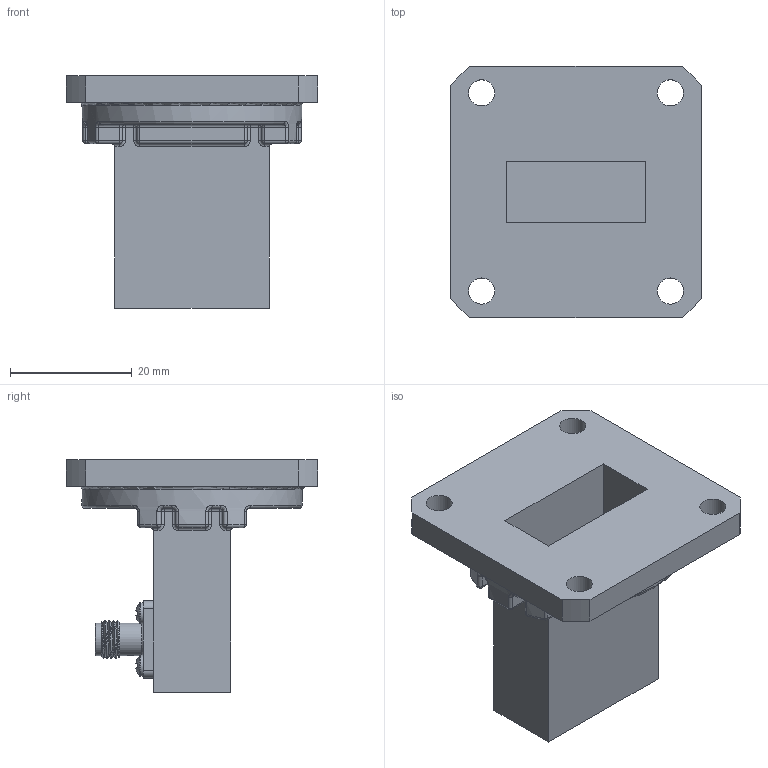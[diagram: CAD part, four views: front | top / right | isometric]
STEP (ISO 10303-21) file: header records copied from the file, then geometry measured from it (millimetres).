
FILE_DESCRIPTION (( 'STEP AP203' ), '1' );
FILE_NAME ('FMWCA1006_3D.step', '2020-05-12T15:23:06', ( '' ), ( '' ), 'SwSTEP 2.0', 'SolidWorks 2018', '' );
FILE_SCHEMA (( 'CONFIG_CONTROL_DESIGN' ));
Length unit declared in the file: inch
Products named in the file (1): FMWCA1006_3D
Bounding box: 41.27 x 41.27 x 38.1 mm (x, y, z)
Volume: 13026.9 mm3; surface area: 9984.2 mm2
Topology: 1 solids, 6 shells, 412 faces, 993 edges, 575 vertices
Faces by surface type: plane 144, cylinder 137, torus 38, sphere 36, bspline 35, cone 22
Full cylindrical faces by diameter (mm): 0.914 x1, 1.27 x2, 2.578 x4, 3.454 x4, 4.293 x4, 4.521 x1, 5.08 x1, 5.334 x2, 36.116 x1
Entity records: 18284 total; most frequent: CARTESIAN_POINT 9273, DIRECTION 1850, ORIENTED_EDGE 1836, EDGE_CURVE 918, AXIS2_PLACEMENT_3D 741, VERTEX_POINT 566, EDGE_LOOP 478, FACE_OUTER_BOUND 438
